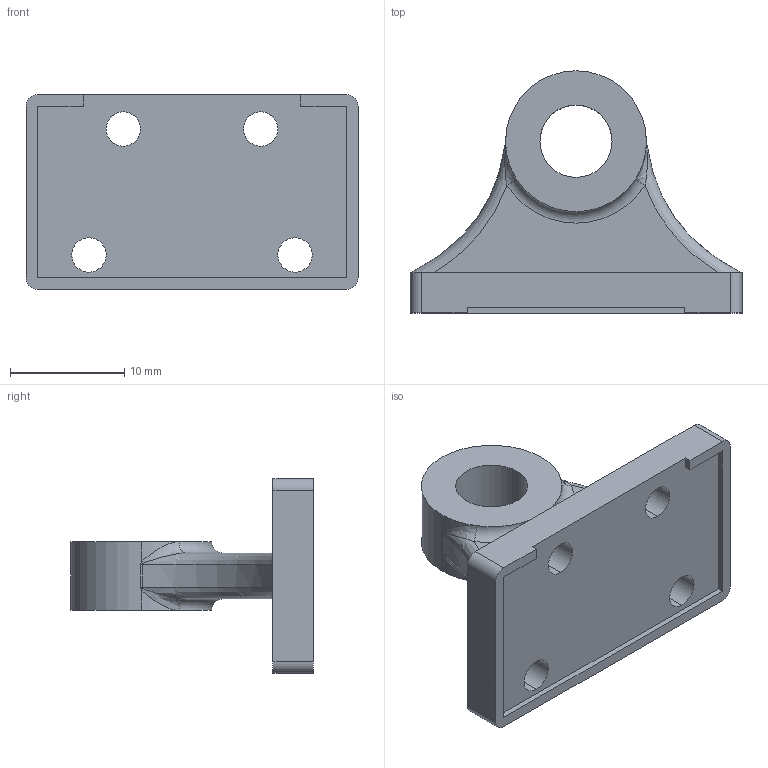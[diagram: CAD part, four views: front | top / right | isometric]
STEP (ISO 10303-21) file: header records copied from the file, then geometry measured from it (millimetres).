
FILE_DESCRIPTION (( 'STEP AP203' ), '1' );
FILE_NAME ('Part1.STEP', '2025-06-04T08:04:12', ( '' ), ( '' ), 'SwSTEP 2.0', 'SolidWorks 2024', '' );
FILE_SCHEMA (( 'CONFIG_CONTROL_DESIGN' ));
Length unit declared in the file: millimetre
Products named in the file (1): Part1
Bounding box: 29 x 21.15 x 17 mm (x, y, z)
Volume: 2513.2 mm3; surface area: 2081.8 mm2
Topology: 1 solids, 1 shells, 52 faces, 134 edges, 84 vertices
Faces by surface type: cylinder 21, plane 19, bspline 10, torus 2
Entity records: 2305 total; most frequent: CARTESIAN_POINT 989, ORIENTED_EDGE 268, DIRECTION 242, EDGE_CURVE 134, AXIS2_PLACEMENT_3D 89, VERTEX_POINT 84, VECTOR 64, LINE 64
